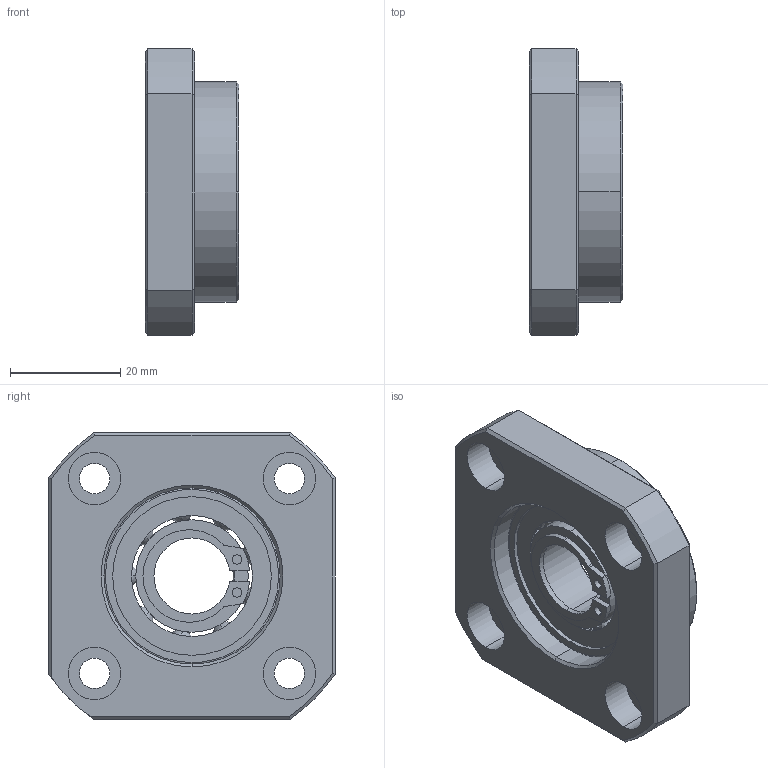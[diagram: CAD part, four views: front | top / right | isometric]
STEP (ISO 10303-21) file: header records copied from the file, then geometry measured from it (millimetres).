
FILE_DESCRIPTION (( 'STEP AP214' ), '1' );
FILE_NAME ('FF15.STEP', '2019-04-04T09:18:32', ( '' ), ( '' ), 'SwSTEP 2.0', 'SolidWorks 2015', '' );
FILE_SCHEMA (( 'AUTOMOTIVE_DESIGN' ));
Length unit declared in the file: millimetre
Products named in the file (1): FF15
Bounding box: 17 x 52 x 52 mm (x, y, z)
Volume: 21261.1 mm3; surface area: 13934.8 mm2
Topology: 3 solids, 3 shells, 771 faces, 2207 edges, 1461 vertices
Faces by surface type: plane 567, bspline 127, cylinder 64, cone 13
Entity records: 29127 total; most frequent: CARTESIAN_POINT 9725, ORIENTED_EDGE 4414, DIRECTION 3435, EDGE_CURVE 2207, VECTOR 1581, LINE 1581, VERTEX_POINT 1461, AXIS2_PLACEMENT_3D 927
